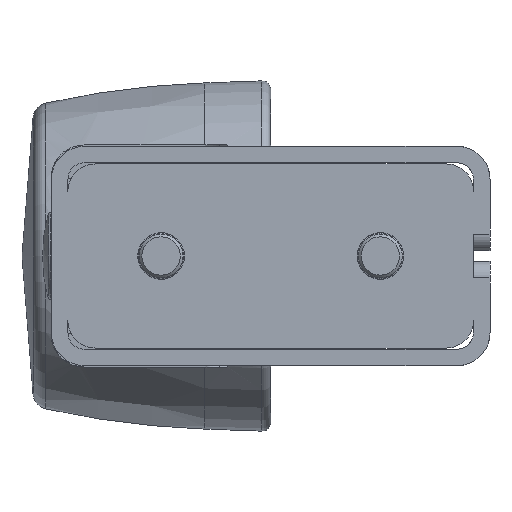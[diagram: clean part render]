
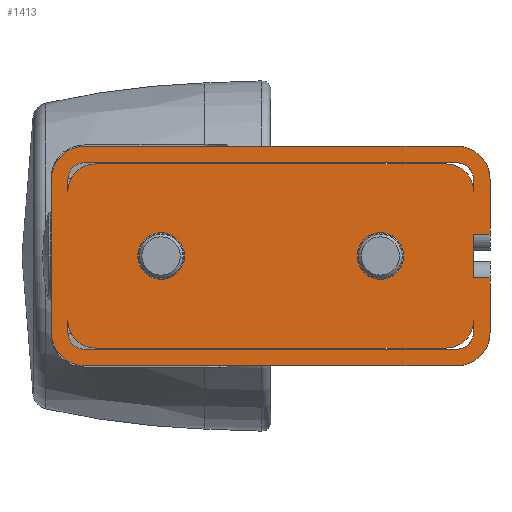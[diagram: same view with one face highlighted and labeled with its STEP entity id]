
A CAD part, left-side view. The second image highlights one B-rep face of the part: STEP entity #1413.
In plain terms, the highlighted planar face has unit normal (-1, 0, 0).
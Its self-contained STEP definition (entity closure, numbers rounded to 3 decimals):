
#1413=ADVANCED_FACE('',(#1803,#1804,#1805,#1806,#1807),#1808,.T.);
#1803=FACE_BOUND('',#2300,.T.);
#1804=FACE_BOUND('',#2301,.T.);
#1805=FACE_BOUND('',#2302,.T.);
#1806=FACE_BOUND('',#2303,.T.);
#1807=FACE_OUTER_BOUND('',#2304,.T.);
#1808=PLANE('',#2305);
#2300=EDGE_LOOP('',(#3565));
#2301=EDGE_LOOP('',(#3566));
#2302=EDGE_LOOP('',(#3567,#3568,#3569,#3570,#3571,#3572,#3573,#3574));
#2303=EDGE_LOOP('',(#3575,#3576,#3577,#3578,#3579,#3580,#3581,#3582));
#2304=EDGE_LOOP('',(#3583,#3584,#3585,#3586,#3587,#3588,#3589,#3590,#3591,#3592,#3593,#3594));
#2305=AXIS2_PLACEMENT_3D('',#3595,#3596,#3597);
#3565=ORIENTED_EDGE('',*,*,#4498,.F.);
#3566=ORIENTED_EDGE('',*,*,#4499,.F.);
#3567=ORIENTED_EDGE('',*,*,#4488,.F.);
#3568=ORIENTED_EDGE('',*,*,#4426,.T.);
#3569=ORIENTED_EDGE('',*,*,#4430,.T.);
#3570=ORIENTED_EDGE('',*,*,#4433,.T.);
#3571=ORIENTED_EDGE('',*,*,#4500,.F.);
#3572=ORIENTED_EDGE('',*,*,#4458,.F.);
#3573=ORIENTED_EDGE('',*,*,#4479,.F.);
#3574=ORIENTED_EDGE('',*,*,#4462,.F.);
#3575=ORIENTED_EDGE('',*,*,#4467,.F.);
#3576=ORIENTED_EDGE('',*,*,#4501,.F.);
#3577=ORIENTED_EDGE('',*,*,#4423,.T.);
#3578=ORIENTED_EDGE('',*,*,#4416,.T.);
#3579=ORIENTED_EDGE('',*,*,#4420,.T.);
#3580=ORIENTED_EDGE('',*,*,#4496,.F.);
#3581=ORIENTED_EDGE('',*,*,#4492,.F.);
#3582=ORIENTED_EDGE('',*,*,#4502,.F.);
#3583=ORIENTED_EDGE('',*,*,#4379,.T.);
#3584=ORIENTED_EDGE('',*,*,#4503,.F.);
#3585=ORIENTED_EDGE('',*,*,#4504,.F.);
#3586=ORIENTED_EDGE('',*,*,#4505,.T.);
#3587=ORIENTED_EDGE('',*,*,#4381,.T.);
#3588=ORIENTED_EDGE('',*,*,#4506,.T.);
#3589=ORIENTED_EDGE('',*,*,#4507,.T.);
#3590=ORIENTED_EDGE('',*,*,#4508,.T.);
#3591=ORIENTED_EDGE('',*,*,#4509,.T.);
#3592=ORIENTED_EDGE('',*,*,#4410,.T.);
#3593=ORIENTED_EDGE('',*,*,#4402,.T.);
#3594=ORIENTED_EDGE('',*,*,#4389,.T.);
#3595=CARTESIAN_POINT('',(-185.0,-6.0,-14.0));
#3596=DIRECTION('',(-1.0,0.0,0.0));
#3597=DIRECTION('',(0.0,0.0,1.0));
#4379=EDGE_CURVE('',#5119,#5117,#5120,.T.);
#4381=EDGE_CURVE('',#5122,#5123,#5124,.T.);
#4389=EDGE_CURVE('',#5138,#5119,#5139,.T.);
#4402=EDGE_CURVE('',#5161,#5138,#5162,.T.);
#4410=EDGE_CURVE('',#5176,#5161,#5177,.T.);
#4416=EDGE_CURVE('',#5186,#5187,#5188,.T.);
#4420=EDGE_CURVE('',#5187,#5194,#5195,.T.);
#4423=EDGE_CURVE('',#5199,#5186,#5200,.T.);
#4426=EDGE_CURVE('',#5204,#5205,#5206,.T.);
#4430=EDGE_CURVE('',#5205,#5212,#5213,.T.);
#4433=EDGE_CURVE('',#5212,#5217,#5218,.T.);
#4458=EDGE_CURVE('',#5257,#5259,#5260,.T.);
#4462=EDGE_CURVE('',#5265,#5267,#5268,.T.);
#4467=EDGE_CURVE('',#5275,#5277,#5278,.T.);
#4479=EDGE_CURVE('',#5267,#5257,#5298,.T.);
#4488=EDGE_CURVE('',#5204,#5265,#5314,.T.);
#4492=EDGE_CURVE('',#5318,#5320,#5321,.T.);
#4496=EDGE_CURVE('',#5320,#5194,#5327,.T.);
#4498=EDGE_CURVE('',#5329,#5329,#5330,.T.);
#4499=EDGE_CURVE('',#5331,#5331,#5332,.T.);
#4500=EDGE_CURVE('',#5259,#5217,#5333,.T.);
#4501=EDGE_CURVE('',#5199,#5275,#5334,.T.);
#4502=EDGE_CURVE('',#5277,#5318,#5335,.T.);
#4503=EDGE_CURVE('',#5336,#5117,#5337,.T.);
#4504=EDGE_CURVE('',#5338,#5336,#5339,.T.);
#4505=EDGE_CURVE('',#5338,#5122,#5340,.T.);
#4506=EDGE_CURVE('',#5123,#5341,#5342,.T.);
#4507=EDGE_CURVE('',#5341,#5343,#5344,.T.);
#4508=EDGE_CURVE('',#5343,#5345,#5346,.T.);
#4509=EDGE_CURVE('',#5345,#5176,#5347,.T.);
#5117=VERTEX_POINT('',#6409);
#5119=VERTEX_POINT('',#6411);
#5120=LINE('',#6412,#6413);
#5122=VERTEX_POINT('',#6416);
#5123=VERTEX_POINT('',#6417);
#5124=LINE('',#6418,#6419);
#5138=VERTEX_POINT('',#6439);
#5139=CIRCLE('',#6440,6.0);
#5161=VERTEX_POINT('',#6467);
#5162=LINE('',#6468,#6469);
#5176=VERTEX_POINT('',#6487);
#5177=CIRCLE('',#6488,6.0);
#5186=VERTEX_POINT('',#6509);
#5187=VERTEX_POINT('',#6510);
#5188=LINE('',#6511,#6512);
#5194=VERTEX_POINT('',#6521);
#5195=CIRCLE('',#6522,5.0);
#5199=VERTEX_POINT('',#6527);
#5200=CIRCLE('',#6528,5.0);
#5204=VERTEX_POINT('',#6533);
#5205=VERTEX_POINT('',#6534);
#5206=CIRCLE('',#6535,5.0);
#5212=VERTEX_POINT('',#6543);
#5213=LINE('',#6544,#6545);
#5217=VERTEX_POINT('',#6551);
#5218=CIRCLE('',#6552,5.0);
#5257=VERTEX_POINT('',#6606);
#5259=VERTEX_POINT('',#6609);
#5260=CIRCLE('',#6610,3.0);
#5265=VERTEX_POINT('',#6616);
#5267=VERTEX_POINT('',#6619);
#5268=CIRCLE('',#6620,3.0);
#5275=VERTEX_POINT('',#6637);
#5277=VERTEX_POINT('',#6640);
#5278=CIRCLE('',#6641,3.0);
#5298=LINE('',#6666,#6667);
#5314=LINE('',#6687,#6688);
#5318=VERTEX_POINT('',#6693);
#5320=VERTEX_POINT('',#6696);
#5321=CIRCLE('',#6697,3.0);
#5327=LINE('',#6705,#6706);
#5329=VERTEX_POINT('',#6709);
#5330=CIRCLE('',#6710,4.25);
#5331=VERTEX_POINT('',#6711);
#5332=CIRCLE('',#6712,4.25);
#5333=LINE('',#6713,#6714);
#5334=LINE('',#6715,#6716);
#5335=LINE('',#6717,#6718);
#5336=VERTEX_POINT('',#6719);
#5337=LINE('',#6720,#6721);
#5338=VERTEX_POINT('',#6722);
#5339=LINE('',#6723,#6724);
#5340=LINE('',#6725,#6726);
#5341=VERTEX_POINT('',#6727);
#5342=CIRCLE('',#6728,6.0);
#5343=VERTEX_POINT('',#6729);
#5344=LINE('',#6730,#6731);
#5345=VERTEX_POINT('',#6732);
#5346=CIRCLE('',#6733,6.0);
#5347=LINE('',#6734,#6735);
#6409=CARTESIAN_POINT('',(-185.0,-80.0,-4.0));
#6411=CARTESIAN_POINT('',(-185.0,-80.0,-14.0));
#6412=CARTESIAN_POINT('',(-185.0,-80.0,-14.0));
#6413=VECTOR('',#7366,1.0);
#6416=CARTESIAN_POINT('',(-185.0,-80.0,4.0));
#6417=CARTESIAN_POINT('',(-185.0,-80.0,14.0));
#6418=CARTESIAN_POINT('',(-185.0,-80.0,-14.0));
#6419=VECTOR('',#7368,1.0);
#6439=CARTESIAN_POINT('',(-185.0,-74.0,-20.0));
#6440=AXIS2_PLACEMENT_3D('',#7381,#7382,#7383);
#6467=CARTESIAN_POINT('',(-185.0,-6.0,-20.0));
#6468=CARTESIAN_POINT('',(-185.0,-6.0,-20.0));
#6469=VECTOR('',#7410,1.0);
#6487=CARTESIAN_POINT('',(-185.0,0.0,-14.0));
#6488=AXIS2_PLACEMENT_3D('',#7424,#7425,#7426);
#6509=CARTESIAN_POINT('',(-185.0,-8.0,-16.8));
#6510=CARTESIAN_POINT('',(-185.0,-72.0,-16.8));
#6511=CARTESIAN_POINT('',(-185.0,-8.0,-16.8));
#6512=VECTOR('',#7433,1.0);
#6521=CARTESIAN_POINT('',(-185.0,-77.0,-11.8));
#6522=AXIS2_PLACEMENT_3D('',#7437,#7438,#7439);
#6527=CARTESIAN_POINT('',(-185.0,-3.0,-11.8));
#6528=AXIS2_PLACEMENT_3D('',#7444,#7445,#7446);
#6533=CARTESIAN_POINT('',(-185.0,-77.0,11.8));
#6534=CARTESIAN_POINT('',(-185.0,-72.0,16.8));
#6535=AXIS2_PLACEMENT_3D('',#7451,#7452,#7453);
#6543=CARTESIAN_POINT('',(-185.0,-8.0,16.8));
#6544=CARTESIAN_POINT('',(-185.0,-72.0,16.8));
#6545=VECTOR('',#7459,1.0);
#6551=CARTESIAN_POINT('',(-185.0,-3.0,11.8));
#6552=AXIS2_PLACEMENT_3D('',#7462,#7463,#7464);
#6606=CARTESIAN_POINT('',(-185.0,-6.0,17.0));
#6609=CARTESIAN_POINT('',(-185.0,-3.0,14.0));
#6610=AXIS2_PLACEMENT_3D('',#7505,#7506,#7507);
#6616=CARTESIAN_POINT('',(-185.0,-77.0,14.0));
#6619=CARTESIAN_POINT('',(-185.0,-74.0,17.0));
#6620=AXIS2_PLACEMENT_3D('',#7513,#7514,#7515);
#6637=CARTESIAN_POINT('',(-185.0,-3.0,-14.0));
#6640=CARTESIAN_POINT('',(-185.0,-6.0,-17.0));
#6641=AXIS2_PLACEMENT_3D('',#7521,#7522,#7523);
#6666=CARTESIAN_POINT('',(-185.0,-74.0,17.0));
#6667=VECTOR('',#7547,1.0);
#6687=CARTESIAN_POINT('',(-185.0,-77.0,-14.0));
#6688=VECTOR('',#7564,1.0);
#6693=CARTESIAN_POINT('',(-185.0,-74.0,-17.0));
#6696=CARTESIAN_POINT('',(-185.0,-77.0,-14.0));
#6697=AXIS2_PLACEMENT_3D('',#7570,#7571,#7572);
#6705=CARTESIAN_POINT('',(-185.0,-77.0,-14.0));
#6706=VECTOR('',#7578,1.0);
#6709=CARTESIAN_POINT('',(-185.0,-60.0,4.25));
#6710=AXIS2_PLACEMENT_3D('',#7580,#7581,#7582);
#6711=CARTESIAN_POINT('',(-185.0,-20.0,4.25));
#6712=AXIS2_PLACEMENT_3D('',#7583,#7584,#7585);
#6713=CARTESIAN_POINT('',(-185.0,-3.0,14.0));
#6714=VECTOR('',#7586,1.0);
#6715=CARTESIAN_POINT('',(-185.0,-3.0,14.0));
#6716=VECTOR('',#7587,1.0);
#6717=CARTESIAN_POINT('',(-185.0,-6.0,-17.0));
#6718=VECTOR('',#7588,1.0);
#6719=CARTESIAN_POINT('',(-185.0,-77.0,-4.0));
#6720=CARTESIAN_POINT('',(-185.0,-77.0,-4.0));
#6721=VECTOR('',#7589,1.0);
#6722=CARTESIAN_POINT('',(-185.0,-77.0,4.0));
#6723=CARTESIAN_POINT('',(-185.0,-77.0,-14.0));
#6724=VECTOR('',#7590,1.0);
#6725=CARTESIAN_POINT('',(-185.0,-77.0,4.0));
#6726=VECTOR('',#7591,1.0);
#6727=CARTESIAN_POINT('',(-185.0,-74.0,20.0));
#6728=AXIS2_PLACEMENT_3D('',#7592,#7593,#7594);
#6729=CARTESIAN_POINT('',(-185.0,-6.0,20.0));
#6730=CARTESIAN_POINT('',(-185.0,-74.0,20.0));
#6731=VECTOR('',#7595,1.0);
#6732=CARTESIAN_POINT('',(-185.0,0.,14.0));
#6733=AXIS2_PLACEMENT_3D('',#7596,#7597,#7598);
#6734=CARTESIAN_POINT('',(-185.0,0.0,14.0));
#6735=VECTOR('',#7599,1.0);
#7366=DIRECTION('',(0.0,0.0,1.0));
#7368=DIRECTION('',(0.0,0.0,1.0));
#7381=CARTESIAN_POINT('',(-185.0,-74.0,-14.0));
#7382=DIRECTION('',(-1.0,0.0,0.0));
#7383=DIRECTION('',(0.0,0.0,1.0));
#7410=DIRECTION('',(0.0,-1.0,0.0));
#7424=CARTESIAN_POINT('',(-185.0,-6.0,-14.0));
#7425=DIRECTION('',(-1.0,0.0,0.0));
#7426=DIRECTION('',(0.0,0.0,1.0));
#7433=DIRECTION('',(0.0,-1.0,0.0));
#7437=CARTESIAN_POINT('',(-185.0,-72.0,-11.8));
#7438=DIRECTION('',(-1.0,0.0,0.0));
#7439=DIRECTION('',(0.0,0.0,1.0));
#7444=CARTESIAN_POINT('',(-185.0,-8.0,-11.8));
#7445=DIRECTION('',(-1.0,0.0,0.0));
#7446=DIRECTION('',(0.0,0.0,1.0));
#7451=CARTESIAN_POINT('',(-185.0,-72.0,11.8));
#7452=DIRECTION('',(-1.0,0.0,0.0));
#7453=DIRECTION('',(0.0,0.0,1.0));
#7459=DIRECTION('',(0.0,1.0,0.0));
#7462=CARTESIAN_POINT('',(-185.0,-8.0,11.8));
#7463=DIRECTION('',(-1.0,0.0,0.0));
#7464=DIRECTION('',(0.0,0.0,1.0));
#7505=CARTESIAN_POINT('',(-185.0,-6.0,14.0));
#7506=DIRECTION('',(-1.0,0.0,0.0));
#7507=DIRECTION('',(0.0,0.0,1.0));
#7513=CARTESIAN_POINT('',(-185.0,-74.0,14.0));
#7514=DIRECTION('',(-1.0,0.0,0.0));
#7515=DIRECTION('',(0.0,0.0,1.0));
#7521=CARTESIAN_POINT('',(-185.0,-6.0,-14.0));
#7522=DIRECTION('',(-1.0,0.0,0.0));
#7523=DIRECTION('',(0.0,0.0,1.0));
#7547=DIRECTION('',(0.0,1.0,0.0));
#7564=DIRECTION('',(0.0,0.0,1.0));
#7570=CARTESIAN_POINT('',(-185.0,-74.0,-14.0));
#7571=DIRECTION('',(-1.0,0.0,0.0));
#7572=DIRECTION('',(0.0,0.0,1.0));
#7578=DIRECTION('',(0.0,0.0,1.0));
#7580=CARTESIAN_POINT('',(-185.0,-60.0,0.0));
#7581=DIRECTION('',(-1.0,0.0,0.0));
#7582=DIRECTION('',(0.0,0.0,1.0));
#7583=CARTESIAN_POINT('',(-185.0,-20.0,0.0));
#7584=DIRECTION('',(-1.0,0.0,0.0));
#7585=DIRECTION('',(0.0,0.0,1.0));
#7586=DIRECTION('',(0.0,0.0,-1.0));
#7587=DIRECTION('',(0.0,0.0,-1.0));
#7588=DIRECTION('',(0.0,-1.0,0.0));
#7589=DIRECTION('',(0.0,-1.0,0.0));
#7590=DIRECTION('',(0.0,0.0,-1.0));
#7591=DIRECTION('',(0.0,-1.0,0.0));
#7592=CARTESIAN_POINT('',(-185.0,-74.0,14.0));
#7593=DIRECTION('',(-1.0,0.0,0.0));
#7594=DIRECTION('',(0.0,0.0,1.0));
#7595=DIRECTION('',(0.0,1.0,0.0));
#7596=CARTESIAN_POINT('',(-185.0,-6.0,14.0));
#7597=DIRECTION('',(-1.0,0.0,0.0));
#7598=DIRECTION('',(0.0,0.0,1.0));
#7599=DIRECTION('',(0.0,0.0,-1.0));
